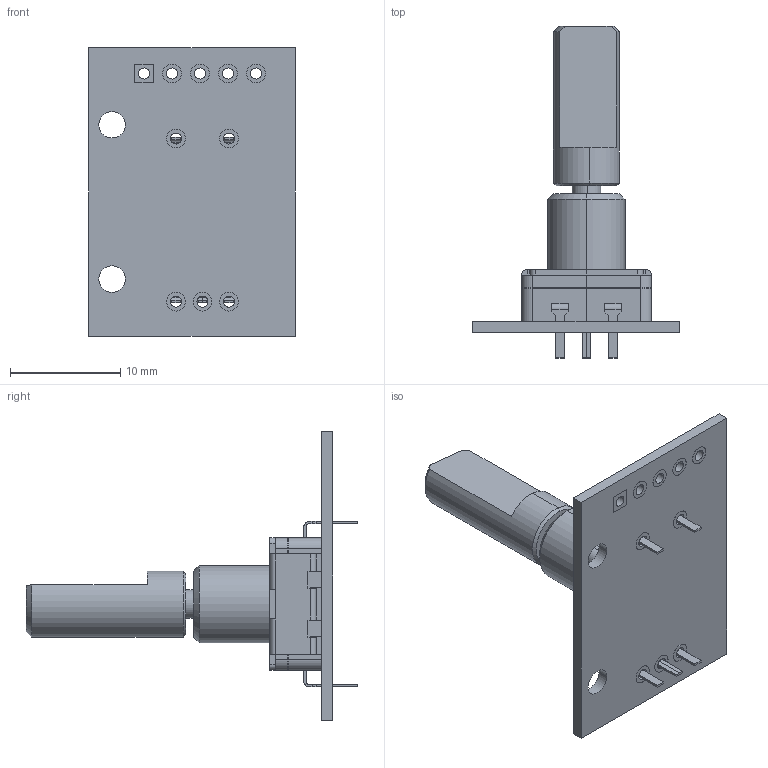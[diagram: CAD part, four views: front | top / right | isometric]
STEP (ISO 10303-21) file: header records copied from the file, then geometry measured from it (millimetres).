
FILE_DESCRIPTION((''),'2;1');
FILE_NAME('ENCODER_ASM','2025-03-18T16:26:43',('iamar'),(''),'CREO PARAMETRIC BY PTC INC, 2022073','CREO PARAMETRIC BY PTC INC, 2022073','');
FILE_SCHEMA(('CONFIG_CONTROL_DESIGN'));
Length unit declared in the file: millimetre
Products named in the file (8): _310001; _70001; 1320001; 1310001; ROTARYENCODER0_ASM; D-HANDLE; PCB; ENCODER_ASM
Assembly tree (7 placements, depth 3):
  ENCODER_ASM
    ROTARYENCODER0_ASM
      _310001
      _70001
      1320001
      1310001
    D-HANDLE
    PCB
Bounding box: 18.7 x 30.1 x 26.2 mm (x, y, z)
Volume: 1720 mm3; surface area: 2942.2 mm2
Topology: 6 solids, 6 shells, 918 faces, 2415 edges, 1581 vertices
Faces by surface type: plane 502, extrusion 284, cylinder 127, cone 5
Entity records: 36269 total; most frequent: CARTESIAN_POINT 14239, ORIENTED_EDGE 4830, DIRECTION 3699, EDGE_CURVE 2415, VECTOR 1865, LINE 1581, VERTEX_POINT 1581, EDGE_LOOP 1014
